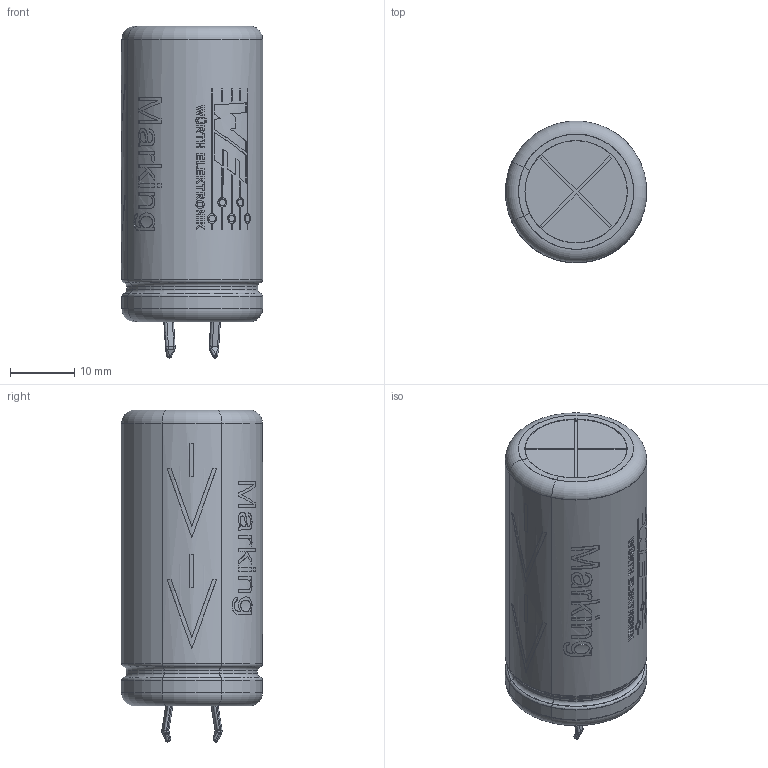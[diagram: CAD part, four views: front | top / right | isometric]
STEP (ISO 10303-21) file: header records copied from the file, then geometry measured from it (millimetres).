
FILE_DESCRIPTION(/* description */ ('Unknown'),/* implementation_level */ '2;1');
FILE_NAME(/* name */ '22x46x10',/* time_stamp */ '2021-04-08T15:56:37+02:00',/* author */ ('Unknown'),/* organization */ ('Unknown'),/* preprocessor_version */ 'ST-DEVELOPER v16.7',/* originating_system */ 'Solid Edge',/* authorisation */ 'Unknown');
FILE_SCHEMA (('AUTOMOTIVE_DESIGN {1 0 10303 214 3 1 1}'));
Length unit declared in the file: millimetre
Products named in the file (1): 22x46x10
Bounding box: 21.95 x 21.94 x 51.6 mm (x, y, z)
Volume: 16994.3 mm3; surface area: 10853.6 mm2
Topology: 2 solids, 2 shells, 625 faces, 1582 edges, 1019 vertices
Faces by surface type: plane 320, bspline 130, cylinder 124, torus 33, sphere 18
Full cylindrical faces by diameter (mm): 4.5 x2, 15.889 x2, 17.911 x1, 18 x1, 20.233 x1, 20.253 x1, 21.78 x2, 21.8 x2
Entity records: 31529 total; most frequent: CARTESIAN_POINT 12924, ORIENTED_EDGE 3072, DIRECTION 2613, EDGE_CURVE 1536, VERTEX_POINT 1015, AXIS2_PLACEMENT_3D 888, LINE 837, VECTOR 837
